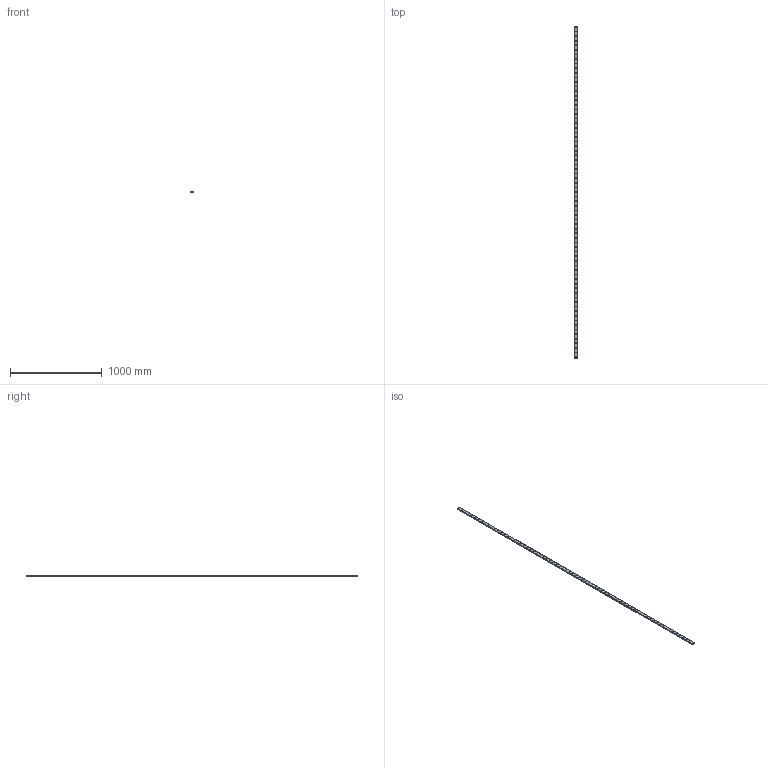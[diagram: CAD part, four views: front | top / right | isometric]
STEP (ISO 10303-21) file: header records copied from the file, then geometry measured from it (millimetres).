
FILE_DESCRIPTION(('STEP AP214'),'1');
FILE_NAME('cctmp_EDAAC9B6-76D7-49BC-8062-F882D0B05812_2021_03_03_10_11_36_0777..stp','2021-03-03T09:11:37',('HIWIN GmbH'),('CADClick - www.CADClick.com'),'Spatial InterOp 3D',' ','unknown authorization');
FILE_SCHEMA(('AUTOMOTIVE_DESIGN'));
Length unit declared in the file: millimetre
Products named in the file (1): WER21R3620H_FILE
Bounding box: 37 x 3620 x 11 mm (x, y, z)
Volume: 1341144.8 mm3; surface area: 391822.3 mm2
Topology: 1 solids, 1 shells, 1417 faces, 2919 edges, 1946 vertices
Faces by surface type: cylinder 894, plane 523
Entity records: 49701 total; most frequent: DIRECTION 7543, CARTESIAN_POINT 6283, ORIENTED_EDGE 5838, AXIS2_PLACEMENT_3D 3206, EDGE_CURVE 2919, VERTEX_POINT 1946, EDGE_LOOP 1859, CIRCLE 1788
